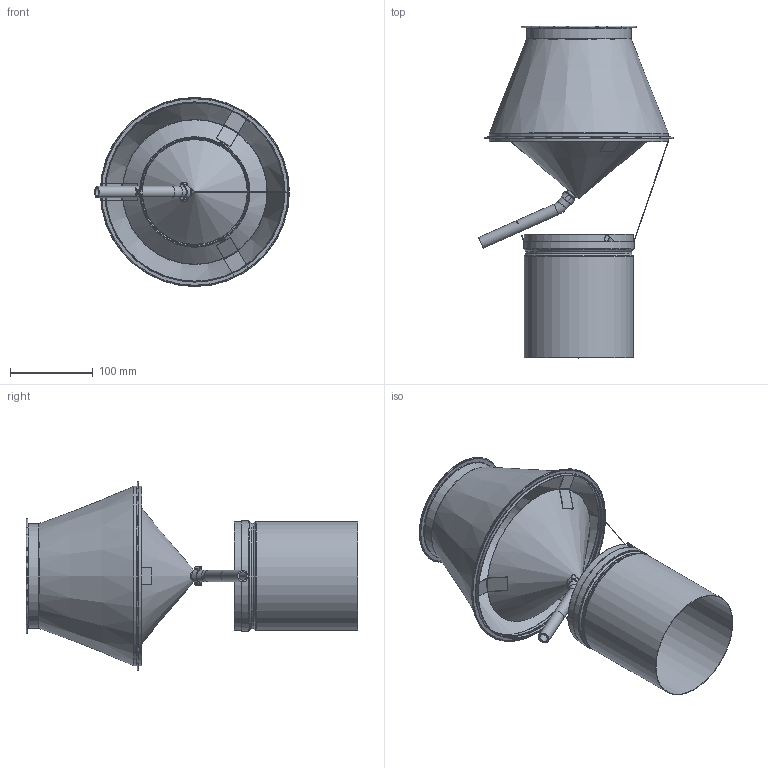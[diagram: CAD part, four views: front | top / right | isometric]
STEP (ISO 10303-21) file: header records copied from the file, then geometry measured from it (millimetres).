
FILE_DESCRIPTION(/* description */ ('Underdel HJHR'),/* implementation_level */ '2;1');
FILE_NAME(/* name */ 'HJHR-02.stp',/* time_stamp */ '2016-05-23T17:26:24+02:00',/* author */ ('CAD'),/* organization */ (''),/* preprocessor_version */ 'ST-DEVELOPER v15.6',/* originating_system */ 'Autodesk Inventor 2015',/* authorisation */ '');
FILE_SCHEMA (('AUTOMOTIVE_DESIGN { 1 0 10303 214 3 1 1 }'));
Length unit declared in the file: millimetre
Products named in the file (10): HJH-AA-11; HJH-AB-20; HJH-AC-02; HJH-AD-02; HML-125; Slang-HJH-125; Slangklämma; BlindnitmutterM6; HNGN-125; HJHR-02
Bounding box: 236 x 402 x 229.2 mm (x, y, z)
Volume: 184398.4 mm3; surface area: 295639.9 mm2
Topology: 11 solids, 11 shells, 252 faces, 563 edges, 315 vertices
Faces by surface type: plane 125, cylinder 59, cone 34, torus 30, bspline 4
Full cylindrical faces by diameter (mm): 10 x3, 14 x2, 125.5 x1, 126.5 x1, 126.7 x1, 127.02 x1, 128.22 x1, 131.02 x2, 132.22 x2, 132.7 x1, 133.9 x1, 137.05 x1, 216 x2, 217.2 x2, 218 x1, 226 x1
Entity records: 6903 total; most frequent: CARTESIAN_POINT 1516, DIRECTION 1150, ORIENTED_EDGE 948, EDGE_CURVE 474, AXIS2_PLACEMENT_3D 457, VERTEX_POINT 270, EDGE_LOOP 242, LINE 236
